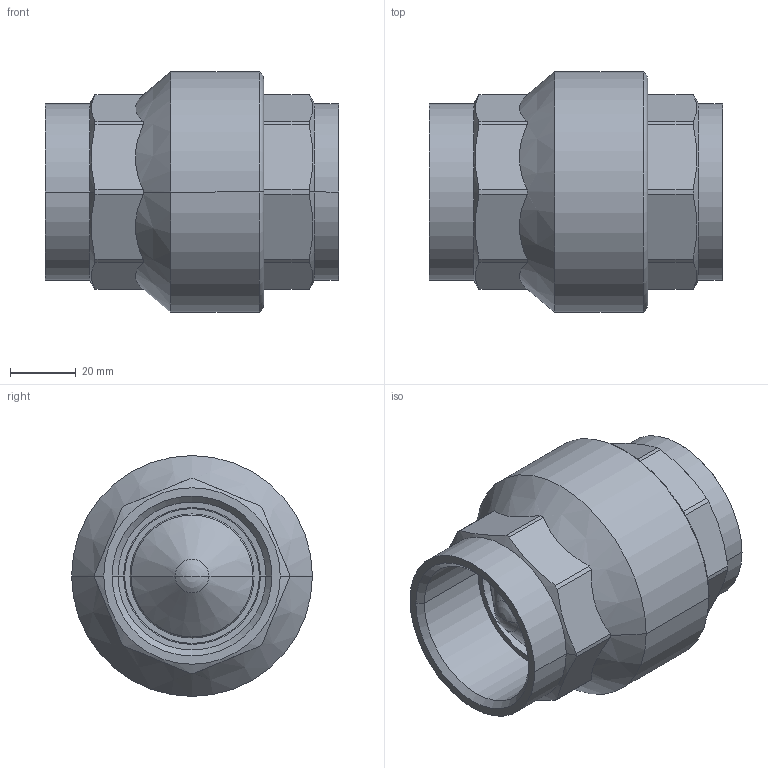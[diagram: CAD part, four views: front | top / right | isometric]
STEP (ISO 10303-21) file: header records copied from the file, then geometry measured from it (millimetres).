
FILE_DESCRIPTION(('Creo Elements/Direct Modeling STEP Export'),'2;1');
FILE_NAME('10000008.stp','2019-04-29T10:56:33',(''),(''),'Creo Elements/Direct Modeling STEP processor for AP214 (Solid Model)','Creo Elements/Direct Modeling 20.1A 29-Sep-2018 (C) Parametric Technology GmbH','');
FILE_SCHEMA(('AUTOMOTIVE_DESIGN { 1 0 10303 214 1 1 1 1 }'));
Length unit declared in the file: millimetre
Products named in the file (2): 10000008
Assembly tree (1 placements, depth 2):
  10000008
    10000008
Bounding box: 89 x 73 x 73 mm (x, y, z)
Volume: 197749.5 mm3; surface area: 32436.8 mm2
Topology: 1 solids, 1 shells, 130 faces, 332 edges, 207 vertices
Faces by surface type: bspline 36, cylinder 30, plane 30, cone 26, torus 6, sphere 2
Entity records: 16286 total; most frequent: CARTESIAN_POINT 13302, ORIENTED_EDGE 660, EDGE_CURVE 330, DIRECTION 318, VERTEX_POINT 207, EDGE_LOOP 135, FACE_OUTER_BOUND 130, ADVANCED_FACE 130
